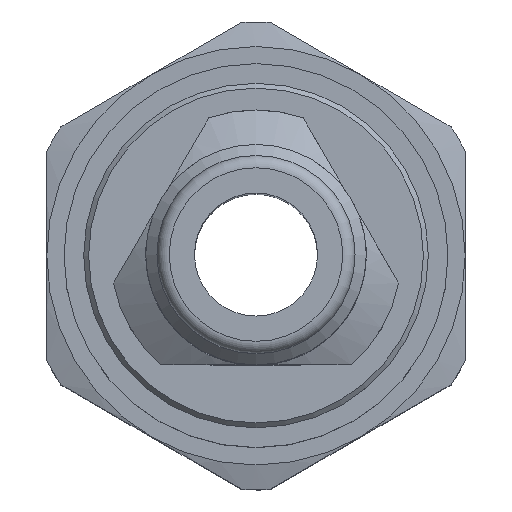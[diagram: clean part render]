
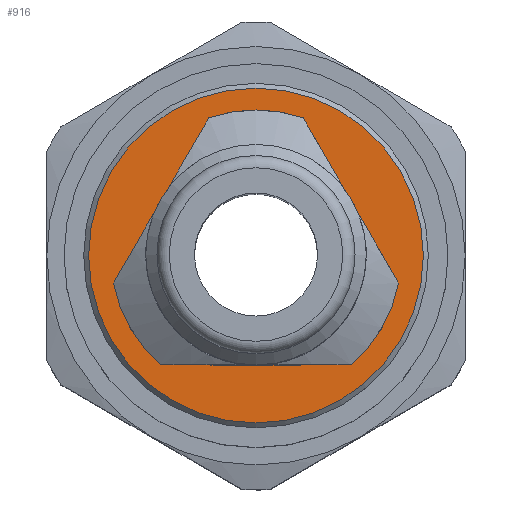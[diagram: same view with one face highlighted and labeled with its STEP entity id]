
A CAD part, top view. The second image highlights one B-rep face of the part: STEP entity #916.
In plain terms, the highlighted planar face has unit normal (0, 0, 1).
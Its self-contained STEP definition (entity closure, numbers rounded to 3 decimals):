
#115=PLANE('',#1018);
#206=FACE_BOUND('',#325,.T.);
#251=FACE_OUTER_BOUND('',#324,.T.);
#324=EDGE_LOOP('',(#741));
#325=EDGE_LOOP('',(#742));
#414=CIRCLE('',#1017,6.8);
#415=CIRCLE('',#1019,4.35);
#488=VERTEX_POINT('',#1543);
#489=VERTEX_POINT('',#1546);
#587=EDGE_CURVE('',#488,#488,#414,.T.);
#588=EDGE_CURVE('',#489,#489,#415,.T.);
#741=ORIENTED_EDGE('',*,*,#587,.F.);
#742=ORIENTED_EDGE('',*,*,#588,.F.);
#916=ADVANCED_FACE('',(#251,#206),#115,.F.);
#1017=AXIS2_PLACEMENT_3D('',#1544,#1211,#1212);
#1018=AXIS2_PLACEMENT_3D('',#1545,#1213,#1214);
#1019=AXIS2_PLACEMENT_3D('',#1547,#1215,#1216);
#1211=DIRECTION('center_axis',(0.,0.,-1.));
#1212=DIRECTION('ref_axis',(0.,-1.,0.));
#1213=DIRECTION('center_axis',(0.,0.,-1.));
#1214=DIRECTION('ref_axis',(-1.,0.,0.));
#1215=DIRECTION('center_axis',(0.,0.,1.));
#1216=DIRECTION('ref_axis',(0.,1.,0.));
#1543=CARTESIAN_POINT('',(-21.167,9.846,4.5));
#1544=CARTESIAN_POINT('Origin',(-21.167,3.046,4.5));
#1545=CARTESIAN_POINT('Origin',(-21.167,3.046,4.5));
#1546=CARTESIAN_POINT('',(-21.167,7.396,4.5));
#1547=CARTESIAN_POINT('Origin',(-21.167,3.046,4.5));
